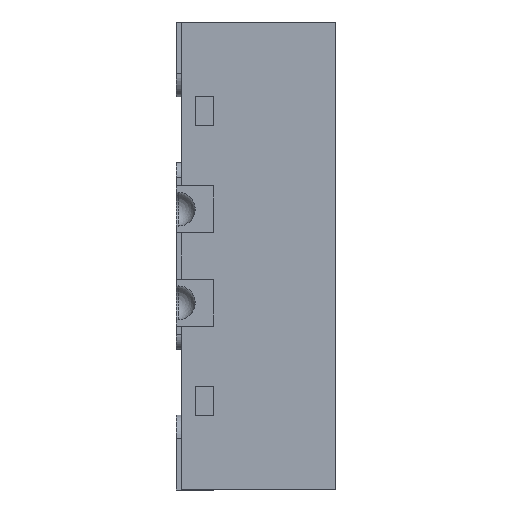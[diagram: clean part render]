
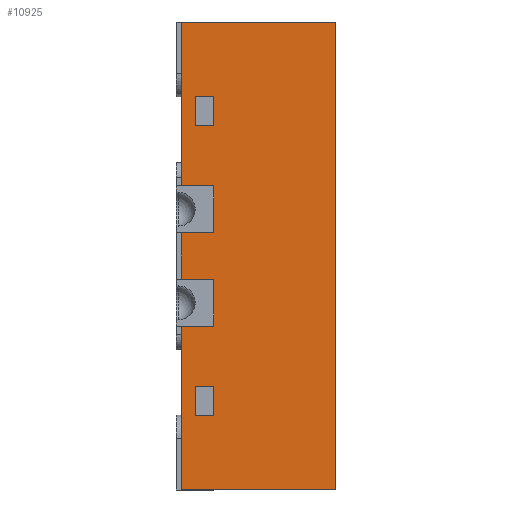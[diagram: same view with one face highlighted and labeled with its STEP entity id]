
A CAD part, left-side view. The second image highlights one B-rep face of the part: STEP entity #10925.
In plain terms, the highlighted planar face has unit normal (-1, 0, 0).
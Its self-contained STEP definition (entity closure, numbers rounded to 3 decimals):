
#10925=ADVANCED_FACE('NONE',(#10926,#10960,#10994),#11092,.F.);
#10926=FACE_BOUND('NONE',#10927,.T.);
#10927=EDGE_LOOP('',(#10928,#10938,#10946,#10954));
#10928=ORIENTED_EDGE('',*,*,#10929,.T.);
#10929=EDGE_CURVE('NONE',#10930,#10932,#10934,.F.);
#10930=VERTEX_POINT('NONE',#10931);
#10931=CARTESIAN_POINT('',(0.0,0.75,-2.1));
#10932=VERTEX_POINT('NONE',#10933);
#10933=CARTESIAN_POINT('',(0.0,0.75,-1.944));
#10934=LINE('',#10935,#10936);
#10935=CARTESIAN_POINT('',(0.0,0.75,0.0));
#10936=VECTOR('',#10937,1.0);
#10937=DIRECTION('',(0.0,0.0,-1.0));
#10938=ORIENTED_EDGE('',*,*,#10939,.T.);
#10939=EDGE_CURVE('NONE',#10932,#10940,#10942,.T.);
#10940=VERTEX_POINT('NONE',#10941);
#10941=CARTESIAN_POINT('',(0.0,0.65,-1.944));
#10942=LINE('',#10943,#10944);
#10943=CARTESIAN_POINT('',(0.0,0.825,-1.944));
#10944=VECTOR('',#10945,1.0);
#10945=DIRECTION('',(0.0,-1.0,0.0));
#10946=ORIENTED_EDGE('',*,*,#10947,.T.);
#10947=EDGE_CURVE('NONE',#10940,#10948,#10950,.T.);
#10948=VERTEX_POINT('NONE',#10949);
#10949=CARTESIAN_POINT('',(0.0,0.65,-2.1));
#10950=LINE('',#10951,#10952);
#10951=CARTESIAN_POINT('',(0.0,0.65,0.0));
#10952=VECTOR('',#10953,1.0);
#10953=DIRECTION('',(0.0,0.0,-1.0));
#10954=ORIENTED_EDGE('',*,*,#10955,.T.);
#10955=EDGE_CURVE('NONE',#10948,#10930,#10956,.T.);
#10956=LINE('',#10957,#10958);
#10957=CARTESIAN_POINT('',(0.0,0.825,-2.1));
#10958=VECTOR('',#10959,1.0);
#10959=DIRECTION('',(0.0,1.0,0.0));
#10960=FACE_BOUND('NONE',#10961,.T.);
#10961=EDGE_LOOP('',(#10962,#10972,#10980,#10988));
#10962=ORIENTED_EDGE('',*,*,#10963,.T.);
#10963=EDGE_CURVE('NONE',#10964,#10966,#10968,.F.);
#10964=VERTEX_POINT('NONE',#10965);
#10965=CARTESIAN_POINT('',(0.0,0.75,-0.555));
#10966=VERTEX_POINT('NONE',#10967);
#10967=CARTESIAN_POINT('',(0.0,0.75,-0.4));
#10968=LINE('',#10969,#10970);
#10969=CARTESIAN_POINT('',(0.0,0.75,0.0));
#10970=VECTOR('',#10971,1.0);
#10971=DIRECTION('',(0.0,0.0,-1.0));
#10972=ORIENTED_EDGE('',*,*,#10973,.T.);
#10973=EDGE_CURVE('NONE',#10966,#10974,#10976,.T.);
#10974=VERTEX_POINT('NONE',#10975);
#10975=CARTESIAN_POINT('',(0.0,0.65,-0.4));
#10976=LINE('',#10977,#10978);
#10977=CARTESIAN_POINT('',(0.0,0.825,-0.4));
#10978=VECTOR('',#10979,1.0);
#10979=DIRECTION('',(0.0,-1.0,0.0));
#10980=ORIENTED_EDGE('',*,*,#10981,.T.);
#10981=EDGE_CURVE('NONE',#10974,#10982,#10984,.T.);
#10982=VERTEX_POINT('NONE',#10983);
#10983=CARTESIAN_POINT('',(0.0,0.65,-0.555));
#10984=LINE('',#10985,#10986);
#10985=CARTESIAN_POINT('',(0.0,0.65,0.0));
#10986=VECTOR('',#10987,1.0);
#10987=DIRECTION('',(0.0,0.0,-1.0));
#10988=ORIENTED_EDGE('',*,*,#10989,.T.);
#10989=EDGE_CURVE('NONE',#10982,#10964,#10990,.T.);
#10990=LINE('',#10991,#10992);
#10991=CARTESIAN_POINT('',(0.0,0.825,-0.555));
#10992=VECTOR('',#10993,1.0);
#10993=DIRECTION('',(0.0,1.0,0.0));
#10994=FACE_BOUND('NONE',#10995,.T.);
#10995=EDGE_LOOP('',(#10996,#11006,#11014,#11022,#11030,#11038,#11046,#11054,#11062,#11070,#11078,#11086));
#10996=ORIENTED_EDGE('',*,*,#10997,.T.);
#10997=EDGE_CURVE('NONE',#10998,#11000,#11002,.F.);
#10998=VERTEX_POINT('NONE',#10999);
#10999=CARTESIAN_POINT('',(0.0,0.65,-1.625));
#11000=VERTEX_POINT('NONE',#11001);
#11001=CARTESIAN_POINT('',(0.,0.825,-1.625));
#11002=LINE('',#11003,#11004);
#11003=CARTESIAN_POINT('',(0.0,0.825,-1.625));
#11004=VECTOR('',#11005,1.0);
#11005=DIRECTION('',(0.0,-1.0,0.0));
#11006=ORIENTED_EDGE('',*,*,#11007,.T.);
#11007=EDGE_CURVE('NONE',#11000,#11008,#11010,.F.);
#11008=VERTEX_POINT('NONE',#11009);
#11009=CARTESIAN_POINT('',(0.0,0.825,-2.499));
#11010=LINE('',#11011,#11012);
#11011=CARTESIAN_POINT('',(0.0,0.825,0.0));
#11012=VECTOR('',#11013,1.0);
#11013=DIRECTION('',(0.0,0.0,1.0));
#11014=ORIENTED_EDGE('',*,*,#11015,.T.);
#11015=EDGE_CURVE('NONE',#11008,#11016,#11018,.T.);
#11016=VERTEX_POINT('NONE',#11017);
#11017=CARTESIAN_POINT('',(0.0,0.0,-2.499));
#11018=LINE('',#11019,#11020);
#11019=CARTESIAN_POINT('',(0.0,0.825,-2.499));
#11020=VECTOR('',#11021,1.0);
#11021=DIRECTION('',(0.0,-1.0,0.0));
#11022=ORIENTED_EDGE('',*,*,#11023,.T.);
#11023=EDGE_CURVE('NONE',#11016,#11024,#11026,.T.);
#11024=VERTEX_POINT('NONE',#11025);
#11025=CARTESIAN_POINT('',(0.0,0.0,0.0));
#11026=LINE('',#11027,#11028);
#11027=CARTESIAN_POINT('',(0.0,0.0,0.0));
#11028=VECTOR('',#11029,1.0);
#11029=DIRECTION('',(0.0,0.0,1.0));
#11030=ORIENTED_EDGE('',*,*,#11031,.T.);
#11031=EDGE_CURVE('NONE',#11024,#11032,#11034,.F.);
#11032=VERTEX_POINT('NONE',#11033);
#11033=CARTESIAN_POINT('',(0.0,0.825,0.0));
#11034=LINE('',#11035,#11036);
#11035=CARTESIAN_POINT('',(0.0,0.825,0.0));
#11036=VECTOR('',#11037,1.0);
#11037=DIRECTION('',(0.0,-1.0,0.0));
#11038=ORIENTED_EDGE('',*,*,#11039,.T.);
#11039=EDGE_CURVE('NONE',#11032,#11040,#11042,.F.);
#11040=VERTEX_POINT('NONE',#11041);
#11041=CARTESIAN_POINT('',(0.,0.825,-0.875));
#11042=LINE('',#11043,#11044);
#11043=CARTESIAN_POINT('',(0.0,0.825,0.0));
#11044=VECTOR('',#11045,1.0);
#11045=DIRECTION('',(0.0,0.0,1.0));
#11046=ORIENTED_EDGE('',*,*,#11047,.T.);
#11047=EDGE_CURVE('NONE',#11040,#11048,#11050,.F.);
#11048=VERTEX_POINT('NONE',#11049);
#11049=CARTESIAN_POINT('',(0.0,0.65,-0.875));
#11050=LINE('',#11051,#11052);
#11051=CARTESIAN_POINT('',(0.0,0.825,-0.875));
#11052=VECTOR('',#11053,1.0);
#11053=DIRECTION('',(0.0,1.0,0.0));
#11054=ORIENTED_EDGE('',*,*,#11055,.T.);
#11055=EDGE_CURVE('NONE',#11048,#11056,#11058,.T.);
#11056=VERTEX_POINT('NONE',#11057);
#11057=CARTESIAN_POINT('',(0.0,0.65,-1.125));
#11058=LINE('',#11059,#11060);
#11059=CARTESIAN_POINT('',(0.0,0.65,0.0));
#11060=VECTOR('',#11061,1.0);
#11061=DIRECTION('',(0.0,0.0,-1.0));
#11062=ORIENTED_EDGE('',*,*,#11063,.T.);
#11063=EDGE_CURVE('NONE',#11056,#11064,#11066,.F.);
#11064=VERTEX_POINT('NONE',#11065);
#11065=CARTESIAN_POINT('',(0.,0.825,-1.125));
#11066=LINE('',#11067,#11068);
#11067=CARTESIAN_POINT('',(0.0,0.825,-1.125));
#11068=VECTOR('',#11069,1.0);
#11069=DIRECTION('',(0.0,-1.0,0.0));
#11070=ORIENTED_EDGE('',*,*,#11071,.T.);
#11071=EDGE_CURVE('NONE',#11064,#11072,#11074,.F.);
#11072=VERTEX_POINT('NONE',#11073);
#11073=CARTESIAN_POINT('',(0.0,0.825,-1.375));
#11074=LINE('',#11075,#11076);
#11075=CARTESIAN_POINT('',(0.0,0.825,0.0));
#11076=VECTOR('',#11077,1.0);
#11077=DIRECTION('',(0.0,0.0,1.0));
#11078=ORIENTED_EDGE('',*,*,#11079,.T.);
#11079=EDGE_CURVE('NONE',#11072,#11080,#11082,.F.);
#11080=VERTEX_POINT('NONE',#11081);
#11081=CARTESIAN_POINT('',(0.0,0.65,-1.375));
#11082=LINE('',#11083,#11084);
#11083=CARTESIAN_POINT('',(0.0,0.825,-1.375));
#11084=VECTOR('',#11085,1.0);
#11085=DIRECTION('',(0.0,1.0,0.0));
#11086=ORIENTED_EDGE('',*,*,#11087,.T.);
#11087=EDGE_CURVE('NONE',#11080,#10998,#11088,.F.);
#11088=LINE('',#11089,#11090);
#11089=CARTESIAN_POINT('',(0.0,0.65,0.0));
#11090=VECTOR('',#11091,1.0);
#11091=DIRECTION('',(0.0,0.0,1.0));
#11092=PLANE('',#11093);
#11093=AXIS2_PLACEMENT_3D('',#11094,#11095,#11096);
#11094=CARTESIAN_POINT('',(0.0,0.825,0.0));
#11095=DIRECTION('',(1.0,0.0,0.0));
#11096=DIRECTION('',(0.0,0.0,-1.0));
